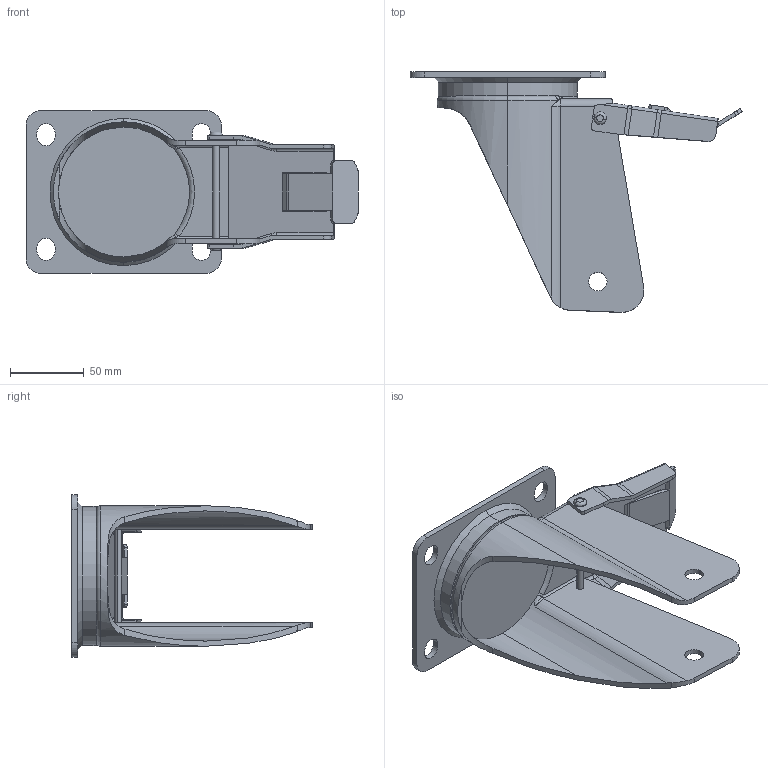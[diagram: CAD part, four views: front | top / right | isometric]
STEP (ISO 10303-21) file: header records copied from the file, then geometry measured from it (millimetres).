
FILE_DESCRIPTION (( 'STEP AP214' ), '1' );
FILE_NAME ('0029848.step', '2023-01-03T09:16:39', ( '' ), ( '' ), 'SwSTEP 2.0', 'SolidWorks 2020', '' );
FILE_SCHEMA (( 'AUTOMOTIVE_DESIGN' ));
Length unit declared in the file: millimetre
Products named in the file (1): 0029848
Bounding box: 224.44 x 162.72 x 110 mm (x, y, z)
Volume: 262061 mm3; surface area: 112136.3 mm2
Topology: 3 solids, 3 shells, 222 faces, 578 edges, 366 vertices
Faces by surface type: cylinder 95, plane 83, torus 30, bspline 12, cone 2
Entity records: 9736 total; most frequent: CARTESIAN_POINT 1765, DIRECTION 1166, ORIENTED_EDGE 1148, EDGE_CURVE 574, AXIS2_PLACEMENT_3D 441, VERTEX_POINT 366, VECTOR 284, LINE 284
